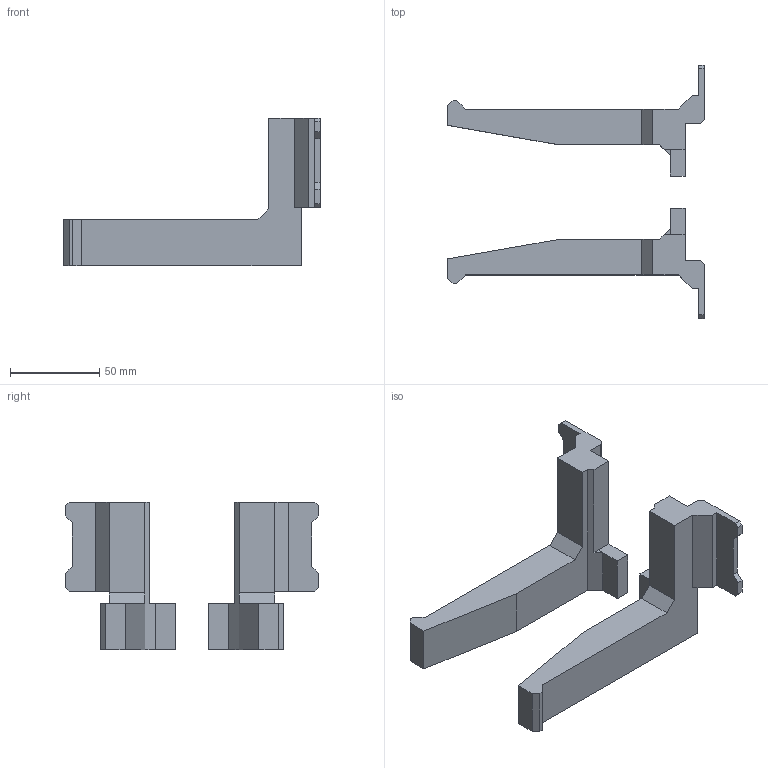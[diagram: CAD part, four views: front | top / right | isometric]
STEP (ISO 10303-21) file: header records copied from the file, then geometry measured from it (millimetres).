
FILE_DESCRIPTION(/* description */ (''),/* implementation_level */ '2;1');
FILE_NAME(/* name */ 'F-BOX BRKT FLASHFORGE CREATOR PRO.step',/* time_stamp */ '2021-06-08T11:54:13-05:00',/* author */ (''),/* organization */ (''),/* preprocessor_version */ 'ST-DEVELOPER v18.1',/* originating_system */ 'Autodesk Translation Framework v10.6.0.1341',/* authorisation */ '');
FILE_SCHEMA (('AUTOMOTIVE_DESIGN { 1 0 10303 214 3 1 1 }'));
Length unit declared in the file: millimetre
Products named in the file (1): FIla Box Holder - Flashforger Creator Pro v5
Bounding box: 144 x 142 x 83 mm (x, y, z)
Volume: 198201.5 mm3; surface area: 43366.1 mm2
Topology: 2 solids, 2 shells, 70 faces, 198 edges, 132 vertices
Faces by surface type: plane 70
Entity records: 2261 total; most frequent: CARTESIAN_POINT 401, ORIENTED_EDGE 396, DIRECTION 340, LINE 198, VECTOR 198, EDGE_CURVE 198, VERTEX_POINT 132, AXIS2_PLACEMENT_3D 71
